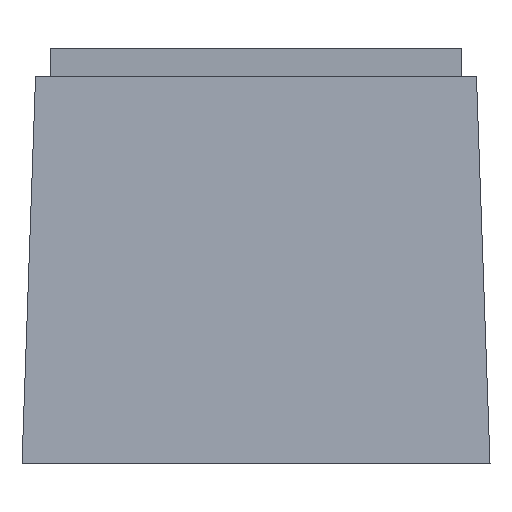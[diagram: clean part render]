
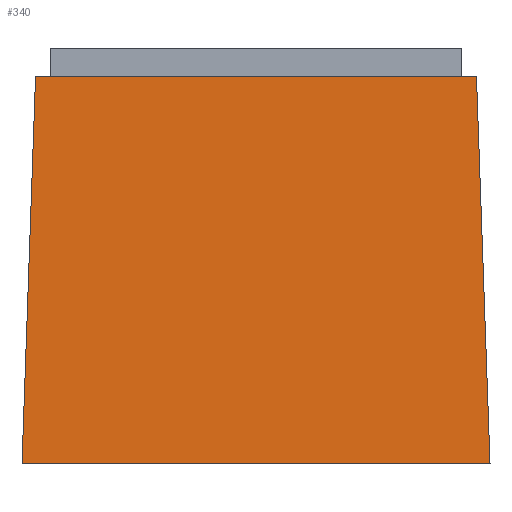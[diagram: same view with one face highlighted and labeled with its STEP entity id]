
A CAD part, left-side view. The second image highlights one B-rep face of the part: STEP entity #340.
In plain terms, the highlighted planar face has unit normal (-0.999, 0, 0.035).
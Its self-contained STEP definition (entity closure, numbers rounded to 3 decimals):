
#258=FACE_OUTER_BOUND('',#726,.T.);
#340=ADVANCED_FACE('',(#258),#431,.T.);
#431=PLANE('',#1648);
#513=LINE('',#2026,#600);
#514=LINE('',#2028,#601);
#515=LINE('',#2030,#602);
#516=LINE('',#2032,#603);
#600=VECTOR('',#1752,1.);
#601=VECTOR('',#1755,1.);
#602=VECTOR('',#1756,1.);
#603=VECTOR('',#1757,1.);
#726=EDGE_LOOP('',(#858,#859,#860,#861));
#858=ORIENTED_EDGE('',*,*,#1432,.F.);
#859=ORIENTED_EDGE('',*,*,#1433,.T.);
#860=ORIENTED_EDGE('',*,*,#1434,.F.);
#861=ORIENTED_EDGE('',*,*,#1431,.T.);
#1276=VERTEX_POINT('',#2020);
#1279=VERTEX_POINT('',#2025);
#1280=VERTEX_POINT('',#2029);
#1281=VERTEX_POINT('',#2031);
#1431=EDGE_CURVE('',#1276,#1279,#513,.T.);
#1432=EDGE_CURVE('',#1280,#1279,#514,.T.);
#1433=EDGE_CURVE('',#1280,#1281,#515,.T.);
#1434=EDGE_CURVE('',#1276,#1281,#516,.T.);
#1648=AXIS2_PLACEMENT_3D('',#2033,#1758,#1759);
#1752=DIRECTION('',(0.,1.,0.));
#1755=DIRECTION('',(0.035,-0.035,0.999));
#1756=DIRECTION('',(0.,-1.,0.));
#1757=DIRECTION('',(-0.035,-0.035,-0.999));
#1758=DIRECTION('',(-0.999,0.,0.035));
#1759=DIRECTION('',(-0.035,0.,-0.999));
#2020=CARTESIAN_POINT('',(-9.381,-9.381,16.3));
#2025=CARTESIAN_POINT('',(-9.381,9.381,16.3));
#2026=CARTESIAN_POINT('',(-9.381,11.,16.3));
#2028=CARTESIAN_POINT('',(-9.423,9.423,15.098));
#2029=CARTESIAN_POINT('',(-9.957,9.957,-0.2));
#2030=CARTESIAN_POINT('',(-9.957,11.,-0.2));
#2031=CARTESIAN_POINT('',(-9.957,-9.957,-0.2));
#2032=CARTESIAN_POINT('',(-9.536,-9.536,11.87));
#2033=CARTESIAN_POINT('',(-9.561,11.,11.153));
